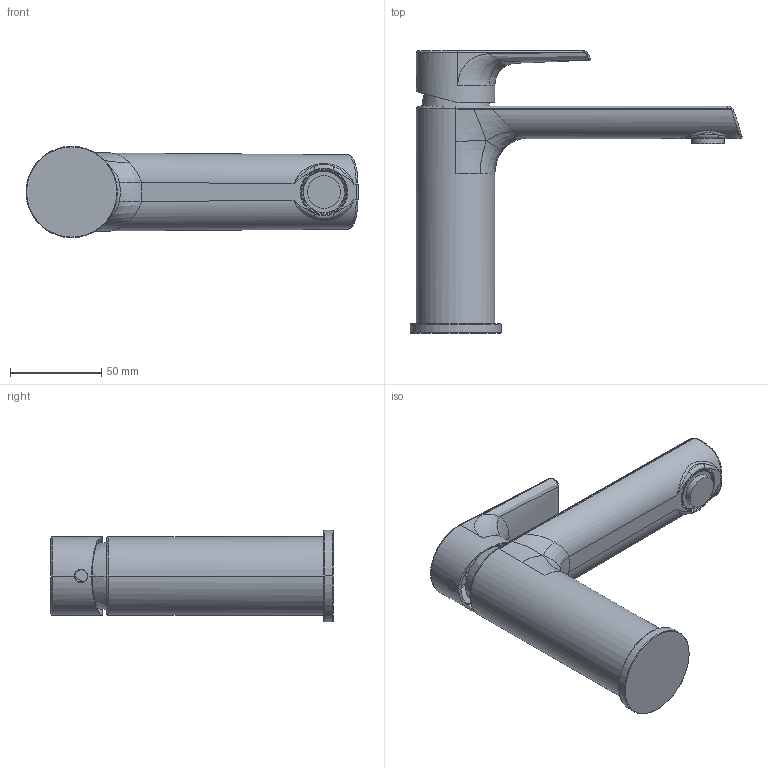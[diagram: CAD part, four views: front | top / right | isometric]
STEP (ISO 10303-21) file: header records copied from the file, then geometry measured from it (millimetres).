
FILE_DESCRIPTION(/* description */ (''),/* implementation_level */ '2;1');
FILE_NAME(/* name */ '3D_TVW10700300161_SHELL.stp',/* time_stamp */ '2023-07-05T14:05:48+02:00',/* author */ (''),/* organization */ (''),/* preprocessor_version */ 'ST-DEVELOPER v18.1',/* originating_system */ 'SIEMENS PLM Software NX 1973',/* authorisation */ '');
FILE_SCHEMA (('AUTOMOTIVE_DESIGN { 1 0 10303 214 3 1 1 1 }'));
Length unit declared in the file: millimetre
Products named in the file (1): 3D_TVW10700300161_LIBERTY_500516VEB10CR_FULL_stp
Bounding box: 181.64 x 154.3 x 50 mm (x, y, z)
Volume: 297434.4 mm3; surface area: 54061.2 mm2
Topology: 3 solids, 3 shells, 263 faces, 618 edges, 365 vertices
Faces by surface type: cylinder 81, bspline 60, plane 59, torus 25, cone 18, sphere 16, extrusion 2, revolution 2
Full cylindrical faces by diameter (mm): 18 x2
Entity records: 13345 total; most frequent: CARTESIAN_POINT 7812, ORIENTED_EDGE 1228, DIRECTION 1045, EDGE_CURVE 614, AXIS2_PLACEMENT_3D 442, VERTEX_POINT 363, EDGE_LOOP 273, ADVANCED_FACE 263
